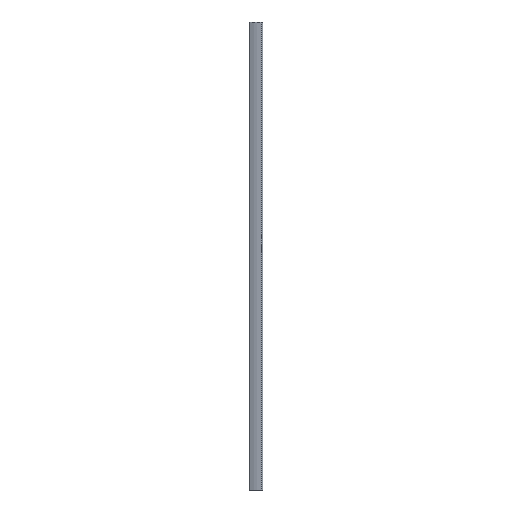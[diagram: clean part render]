
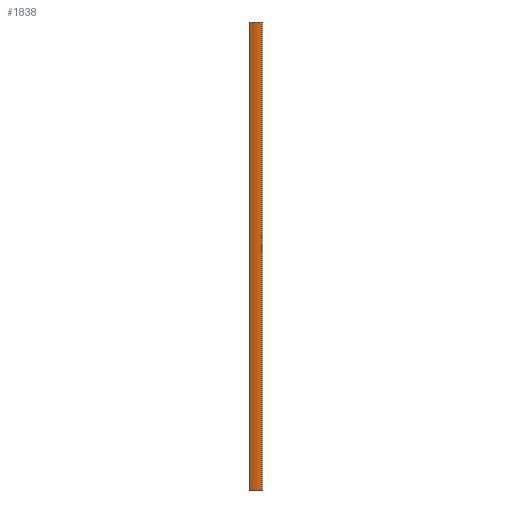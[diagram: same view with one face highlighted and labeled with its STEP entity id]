
A CAD part, left-side view. The second image highlights one B-rep face of the part: STEP entity #1838.
In plain terms, the highlighted cylindrical face has radius 60 mm (diameter 120 mm), a partial arc.
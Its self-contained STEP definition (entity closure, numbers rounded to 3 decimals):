
#143=FACE_OUTER_BOUND('',#238,.T.);
#238=EDGE_LOOP('',(#1581,#1582,#1583,#1584));
#341=CIRCLE('',#1995,60.);
#362=CIRCLE('',#2053,60.);
#516=LINE('',#3185,#672);
#517=LINE('',#3189,#673);
#672=VECTOR('',#2625,1000.);
#673=VECTOR('',#2630,1000.);
#818=VERTEX_POINT('',#3033);
#819=VERTEX_POINT('',#3035);
#857=VERTEX_POINT('',#3183);
#858=VERTEX_POINT('',#3187);
#1054=EDGE_CURVE('',#818,#819,#341,.T.);
#1129=EDGE_CURVE('',#818,#857,#516,.T.);
#1130=EDGE_CURVE('',#858,#857,#362,.T.);
#1131=EDGE_CURVE('',#819,#858,#517,.T.);
#1581=ORIENTED_EDGE('',*,*,#1129,.T.);
#1582=ORIENTED_EDGE('',*,*,#1130,.F.);
#1583=ORIENTED_EDGE('',*,*,#1131,.F.);
#1584=ORIENTED_EDGE('',*,*,#1054,.F.);
#1746=CYLINDRICAL_SURFACE('',#2052,60.);
#1838=ADVANCED_FACE('',(#143),#1746,.T.);
#1995=AXIS2_PLACEMENT_3D('',#3036,#2457,#2458);
#2052=AXIS2_PLACEMENT_3D('',#3186,#2626,#2627);
#2053=AXIS2_PLACEMENT_3D('',#3188,#2628,#2629);
#2457=DIRECTION('center_axis',(0.,0.,-1.));
#2458=DIRECTION('ref_axis',(-0.891,0.454,0.));
#2625=DIRECTION('',(0.,0.,1.));
#2626=DIRECTION('center_axis',(0.,0.,1.));
#2627=DIRECTION('ref_axis',(-0.891,0.454,0.));
#2628=DIRECTION('center_axis',(0.,0.,1.));
#2629=DIRECTION('ref_axis',(-0.891,0.454,0.));
#2630=DIRECTION('',(0.,0.,1.));
#3033=CARTESIAN_POINT('',(-19.017,3.158,-500.));
#3035=CARTESIAN_POINT('',(-12.568,27.224,-500.));
#3036=CARTESIAN_POINT('Origin',(40.9,0.,
-500.));
#3183=CARTESIAN_POINT('',(-19.017,3.158,500.));
#3185=CARTESIAN_POINT('',(-19.017,3.158,0.));
#3186=CARTESIAN_POINT('Origin',(40.9,0.,
0.));
#3187=CARTESIAN_POINT('',(-12.568,27.224,500.));
#3188=CARTESIAN_POINT('Origin',(40.9,0.,
500.));
#3189=CARTESIAN_POINT('',(-12.568,27.224,0.));
